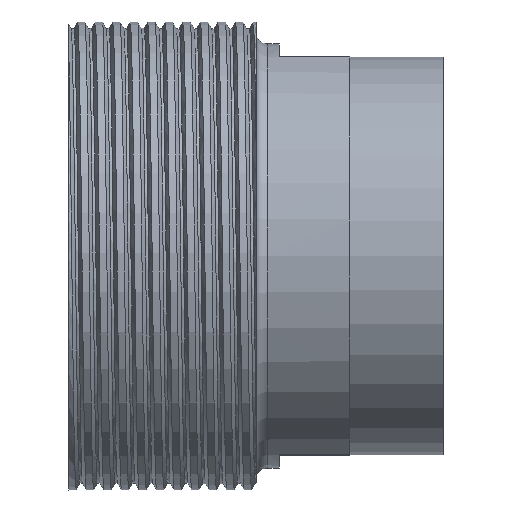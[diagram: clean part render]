
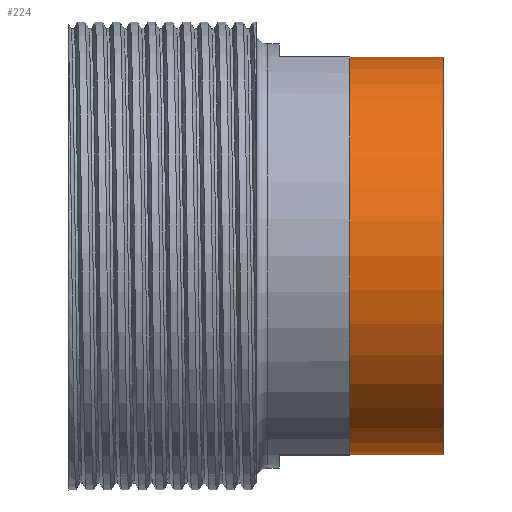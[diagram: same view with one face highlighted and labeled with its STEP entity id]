
A CAD part, top view. The second image highlights one B-rep face of the part: STEP entity #224.
In plain terms, the highlighted cylindrical face has radius 17 mm (diameter 34 mm), a partial arc.
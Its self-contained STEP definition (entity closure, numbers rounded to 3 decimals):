
#11 = DIRECTION ( 'NONE',  ( -1., 0., 0. ) ) ;
#20 = CARTESIAN_POINT ( 'NONE',  ( 8.174, 17., 0. ) ) ;
#62 = ORIENTED_EDGE ( 'NONE', *, *, #303, .T. ) ;
#224 = ADVANCED_FACE ( 'NONE', ( #1033 ), #3031, .T. ) ;
#253 = CIRCLE ( 'NONE', #1266, 17. ) ;
#264 = EDGE_CURVE ( 'NONE', #2141, #1968, #967, .T. ) ;
#265 = DIRECTION ( 'NONE',  ( 0., -1., 0. ) ) ;
#303 = EDGE_CURVE ( 'NONE', #2141, #2102, #253, .T. ) ;
#346 = CARTESIAN_POINT ( 'NONE',  ( 8.174, 0., 0. ) ) ;
#349 = DIRECTION ( 'NONE',  ( 0., -1., 0. ) ) ;
#759 = AXIS2_PLACEMENT_3D ( 'NONE', #346, #856, #2140 ) ;
#828 = EDGE_CURVE ( 'NONE', #2102, #2992, #2975, .T. ) ;
#856 = DIRECTION ( 'NONE',  ( -1., 0., 0. ) ) ;
#910 = DIRECTION ( 'NONE',  ( -1., 0., 0. ) ) ;
#967 = LINE ( 'NONE', #2767, #2913 ) ;
#1033 = FACE_OUTER_BOUND ( 'NONE', #1640, .T. ) ;
#1192 = ORIENTED_EDGE ( 'NONE', *, *, #264, .F. ) ;
#1266 = AXIS2_PLACEMENT_3D ( 'NONE', #3151, #2582, #349 ) ;
#1416 = CARTESIAN_POINT ( 'NONE',  ( -10.65, 17., 0. ) ) ;
#1640 = EDGE_LOOP ( 'NONE', ( #62, #2307, #2841, #1192 ) ) ;
#1705 = AXIS2_PLACEMENT_3D ( 'NONE', #2485, #2297, #265 ) ;
#1923 = CARTESIAN_POINT ( 'NONE',  ( 16.174, 17., 0. ) ) ;
#1968 = VERTEX_POINT ( 'NONE', #3102 ) ;
#2102 = VERTEX_POINT ( 'NONE', #1923 ) ;
#2140 = DIRECTION ( 'NONE',  ( 0., -1., 0. ) ) ;
#2141 = VERTEX_POINT ( 'NONE', #2398 ) ;
#2297 = DIRECTION ( 'NONE',  ( -1., 0., 0. ) ) ;
#2307 = ORIENTED_EDGE ( 'NONE', *, *, #828, .T. ) ;
#2398 = CARTESIAN_POINT ( 'NONE',  ( 16.174, -17., 0. ) ) ;
#2485 = CARTESIAN_POINT ( 'NONE',  ( -10.65, 0., 0. ) ) ;
#2582 = DIRECTION ( 'NONE',  ( -1., 0., 0. ) ) ;
#2767 = CARTESIAN_POINT ( 'NONE',  ( -10.65, -17., 0. ) ) ;
#2770 = EDGE_CURVE ( 'NONE', #1968, #2992, #2946, .T. ) ;
#2841 = ORIENTED_EDGE ( 'NONE', *, *, #2770, .F. ) ;
#2913 = VECTOR ( 'NONE', #11, 1000. ) ;
#2946 = CIRCLE ( 'NONE', #759, 17. ) ;
#2975 = LINE ( 'NONE', #1416, #3089 ) ;
#2992 = VERTEX_POINT ( 'NONE', #20 ) ;
#3031 = CYLINDRICAL_SURFACE ( 'NONE', #1705, 17. ) ;
#3089 = VECTOR ( 'NONE', #910, 1000. ) ;
#3102 = CARTESIAN_POINT ( 'NONE',  ( 8.174, -17., 0. ) ) ;
#3151 = CARTESIAN_POINT ( 'NONE',  ( 16.174, 0., 0. ) ) ;
